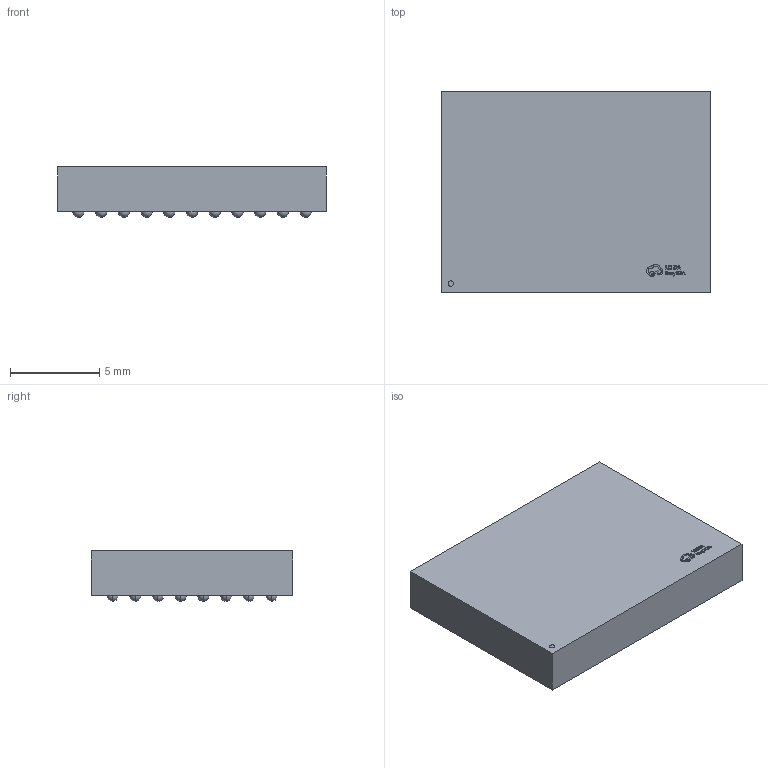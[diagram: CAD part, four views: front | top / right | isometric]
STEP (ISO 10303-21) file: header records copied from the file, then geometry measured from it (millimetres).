
FILE_DESCRIPTION (( 'STEP AP214' ), '1' );
FILE_NAME ('BGA-88_81P-L15.0-W11.3-H2.8-R8-C11-P1.27-BL.step', '2022-06-22T14:13:23', ( '' ), ( '' ), 'SwSTEP 2.0', 'SolidWorks 2020', '' );
FILE_SCHEMA (( 'AUTOMOTIVE_DESIGN' ));
Length unit declared in the file: millimetre
Products named in the file (1): BGA-88_81P-L15.0-W11.3-H2.8-R8-C11-P1.27-BL
Bounding box: 15 x 11.25 x 2.83 mm (x, y, z)
Volume: 427.3 mm3; surface area: 545.6 mm2
Topology: 82 solids, 82 shells, 697 faces, 2004 edges, 1336 vertices
Faces by surface type: sphere 324, plane 259, bspline 112, cylinder 2
Entity records: 21656 total; most frequent: CARTESIAN_POINT 4522, ORIENTED_EDGE 2226, DIRECTION 2061, EDGE_CURVE 1113, VERTEX_POINT 769, AXIS2_PLACEMENT_3D 752, EDGE_LOOP 562, UNCERTAINTY_MEASURE_WITH_UNIT 562
